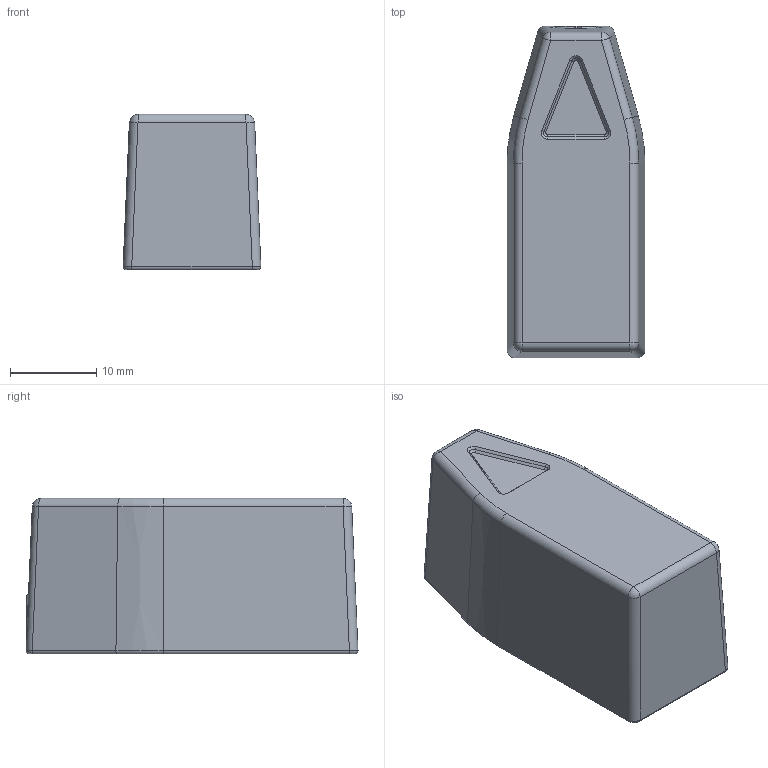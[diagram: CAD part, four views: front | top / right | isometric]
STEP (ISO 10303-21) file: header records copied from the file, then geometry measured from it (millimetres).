
FILE_DESCRIPTION((''),'2;1');
FILE_NAME('OHBS3_SW0001','2022-07-08T09:17:09',('FIJOKON'),(''),'CREO PARAMETRIC BY PTC INC, 2020184','CREO PARAMETRIC BY PTC INC, 2020184','');
FILE_SCHEMA(('AUTOMOTIVE_DESIGN { 1 0 10303 214 1 1 1 1 }'));
Length unit declared in the file: millimetre
Products named in the file (1): OHBS3_SW0001
Bounding box: 15.97 x 38.47 x 18 mm (x, y, z)
Volume: 6186.6 mm3; surface area: 4160.5 mm2
Topology: 1 solids, 1 shells, 168 faces, 386 edges, 213 vertices
Faces by surface type: plane 50, cylinder 45, cone 36, torus 19, bspline 14, sphere 4
Entity records: 7375 total; most frequent: CARTESIAN_POINT 1926, DIRECTION 809, ORIENTED_EDGE 744, EDGE_CURVE 372, AXIS2_PLACEMENT_3D 312, VERTEX_POINT 213, COLOUR_RGB 206, VECTOR 182
